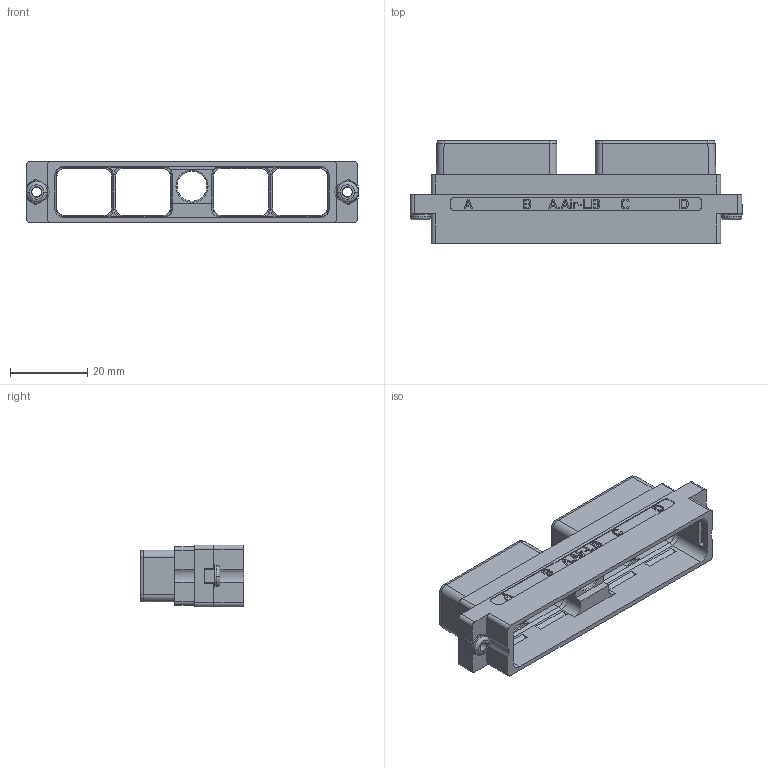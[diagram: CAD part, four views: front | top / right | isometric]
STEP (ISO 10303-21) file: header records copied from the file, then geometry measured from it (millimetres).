
FILE_DESCRIPTION((''),'2;1');
FILE_NAME('SIM2B82K','2019-09-25T',('presta_be4'),(''),'PRO/ENGINEER BY PARAMETRIC TECHNOLOGY CORPORATION, 2014310','PRO/ENGINEER BY PARAMETRIC TECHNOLOGY CORPORATION, 2014310','');
FILE_SCHEMA(('CONFIG_CONTROL_DESIGN'));
Length unit declared in the file: millimetre
Products named in the file (1): SIM2B82K
Bounding box: 86 x 26.69 x 15.93 mm (x, y, z)
Volume: 7569.2 mm3; surface area: 11600.7 mm2
Topology: 1 solids, 1 shells, 871 faces, 2374 edges, 1550 vertices
Faces by surface type: plane 677, cylinder 96, cone 64, torus 30, bspline 4
Entity records: 29232 total; most frequent: CARTESIAN_POINT 7088, ORIENTED_EDGE 4748, DIRECTION 4310, EDGE_CURVE 2374, VECTOR 1970, LINE 1970, VERTEX_POINT 1550, AXIS2_PLACEMENT_3D 1170
